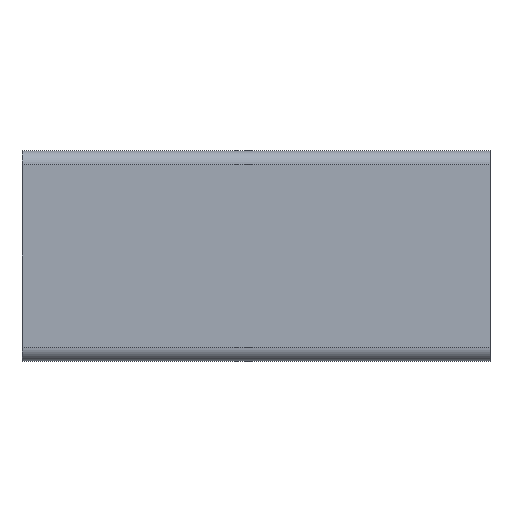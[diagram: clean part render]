
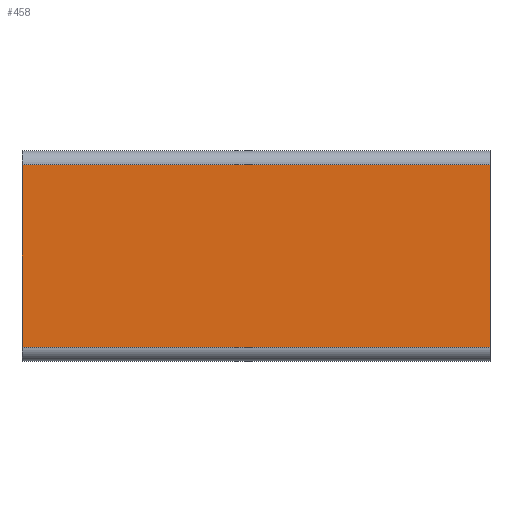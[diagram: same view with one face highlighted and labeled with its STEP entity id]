
A CAD part, left-side view. The second image highlights one B-rep face of the part: STEP entity #458.
In plain terms, the highlighted planar face has unit normal (-1, 0, 0).
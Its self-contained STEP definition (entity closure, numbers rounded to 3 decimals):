
#458 = ADVANCED_FACE( '', ( #1056 ), #1057, .T. );
#1056 = FACE_OUTER_BOUND( '', #1791, .T. );
#1057 = PLANE( '', #1792 );
#1791 = EDGE_LOOP( '', ( #3235, #3236, #3237, #3238 ) );
#1792 = AXIS2_PLACEMENT_3D( '', #3239, #3240, #3241 );
#3235 = ORIENTED_EDGE( '', *, *, #4859, .F. );
#3236 = ORIENTED_EDGE( '', *, *, #5174, .F. );
#3237 = ORIENTED_EDGE( '', *, *, #5175, .T. );
#3238 = ORIENTED_EDGE( '', *, *, #5176, .T. );
#3239 = CARTESIAN_POINT( '', ( -22.5, 100., 19.5 ) );
#3240 = DIRECTION( '', ( -1., 0., 0. ) );
#3241 = DIRECTION( '', ( 0., 0., 1. ) );
#4859 = EDGE_CURVE( '', #6021, #6023, #6024, .T. );
#5174 = EDGE_CURVE( '', #6512, #6021, #6513, .T. );
#5175 = EDGE_CURVE( '', #6512, #6514, #6515, .T. );
#5176 = EDGE_CURVE( '', #6514, #6023, #6516, .T. );
#6021 = VERTEX_POINT( '', #7565 );
#6023 = VERTEX_POINT( '', #7567 );
#6024 = LINE( '', #7568, #7569 );
#6512 = VERTEX_POINT( '', #8214 );
#6513 = LINE( '', #8215, #8216 );
#6514 = VERTEX_POINT( '', #8217 );
#6515 = LINE( '', #8218, #8219 );
#6516 = LINE( '', #8220, #8221 );
#7565 = CARTESIAN_POINT( '', ( -22.5, 0., 19.5 ) );
#7567 = CARTESIAN_POINT( '', ( -22.5, 0., -19.5 ) );
#7568 = CARTESIAN_POINT( '', ( -22.5, 0., 19.5 ) );
#7569 = VECTOR( '', #9252, 1000. );
#8214 = CARTESIAN_POINT( '', ( -22.5, 100., 19.5 ) );
#8215 = CARTESIAN_POINT( '', ( -22.5, 100., 19.5 ) );
#8216 = VECTOR( '', #9695, 1000. );
#8217 = CARTESIAN_POINT( '', ( -22.5, 100., -19.5 ) );
#8218 = CARTESIAN_POINT( '', ( -22.5, 100., 19.5 ) );
#8219 = VECTOR( '', #9696, 1000. );
#8220 = CARTESIAN_POINT( '', ( -22.5, 100., -19.5 ) );
#8221 = VECTOR( '', #9697, 1000. );
#9252 = DIRECTION( '', ( 0., 0., -1. ) );
#9695 = DIRECTION( '', ( 0., -1., 0. ) );
#9696 = DIRECTION( '', ( 0., 0., -1. ) );
#9697 = DIRECTION( '', ( 0., -1., 0. ) );
